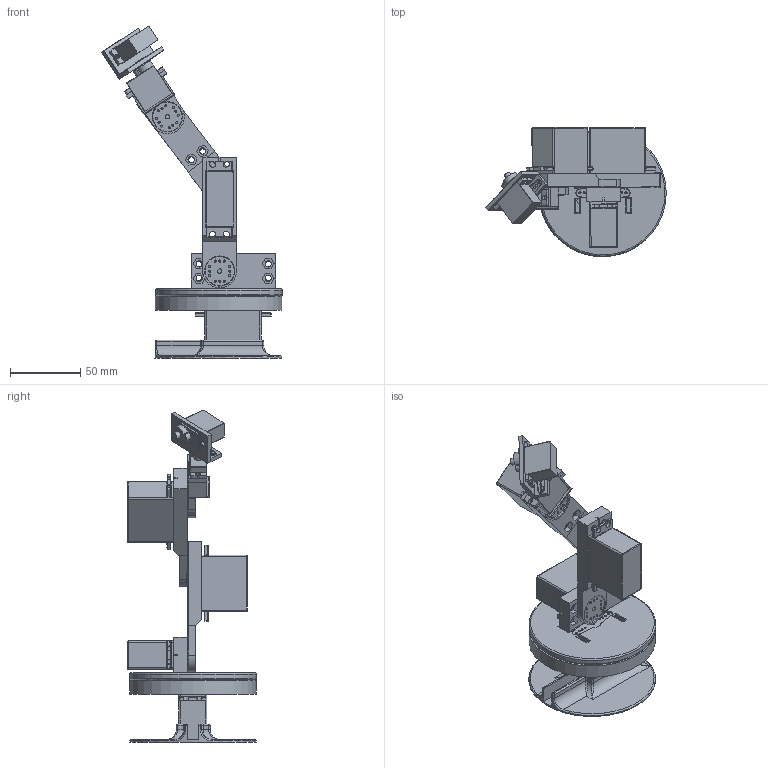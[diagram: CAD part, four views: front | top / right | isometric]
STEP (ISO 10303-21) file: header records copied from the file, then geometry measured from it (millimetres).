
FILE_DESCRIPTION(/* description */ (''),/* implementation_level */ '2;1');
FILE_NAME(/* name */ '5928f2f7-1ef2-478c-9fc2-c3ecac89bff2.stp',/* time_stamp */ '2026-02-26T19:24:11Z',/* author */ (''),/* organization */ (''),/* preprocessor_version */ 'ST-DEVELOPER v20.1',/* originating_system */ 'Autodesk Translation Framework v14.24.0.0',/* authorisation */ '');
FILE_SCHEMA (('AUTOMOTIVE_DESIGN { 1 0 10303 214 3 1 1 }'));
Length unit declared in the file: millimetre
Products named in the file (25): finalRobotAssembly; baseMount; base v2; servoMountTest2 v3; base; servoMountTest2 v3_1; connectsToBase; straightServoHornMountv1 v1; straightLineServoHorn; mountsIntoPieceAboveBase; servoMountTest2 v3_2; MG 996R Servo; armOneTest; armOneTest_1; circleServoHornMountTest1 v2; servoMountTest2 v3_3; MG 996R Servo_1; wristMount; armOneTest v2; circleServoHornMountTest1 v2_1; circle servo horn; gripper; MG90S Servo; MG90SStraightServoHornMountTest; MG90S Straight Control Horn
Assembly tree (31 placements, depth 4):
  finalRobotAssembly
    MG 996R Servo_1  x3
    baseMount
      base v2
        servoMountTest2 v3
    base
      servoMountTest2 v3_1
    connectsToBase
      straightServoHornMountv1 v1
    straightLineServoHorn
    mountsIntoPieceAboveBase
      servoMountTest2 v3_2
    MG 996R Servo
    armOneTest
      circleServoHornMountTest1 v2
      servoMountTest2 v3_3
    circle servo horn  x3
    armOneTest_1
      circleServoHornMountTest1 v2
      servoMountTest2 v3_3
    wristMount
      armOneTest v2
        circleServoHornMountTest1 v2_1
    MG90S Servo
    gripper
      MG90S Servo
      MG90SStraightServoHornMountTest
    MG90S Straight Control Horn
Bounding box: 128.31 x 91.64 x 235.84 mm (x, y, z)
Volume: 276629 mm3; surface area: 115212.4 mm2
Topology: 22 solids, 22 shells, 1320 faces, 3251 edges, 1968 vertices
Faces by surface type: cylinder 545, plane 503, bspline 123, torus 103, sphere 46
Full cylindrical faces by diameter (mm): 1.5 x65, 1.503 x1, 1.6 x6, 1.75 x12, 2.5 x1, 3 x4, 3.25 x3, 4.5 x16, 4.85 x2, 5.75 x4, 6.25 x1, 6.75 x4, 7.25 x2, 8.75 x4, 9 x4, 13.25 x4, 20.75 x3, 21 x3, 90 x3
Entity records: 27689 total; most frequent: CARTESIAN_POINT 6127, DIRECTION 4556, ORIENTED_EDGE 4226, EDGE_CURVE 2113, AXIS2_PLACEMENT_3D 1673, VERTEX_POINT 1304, LINE 1210, VECTOR 1210
